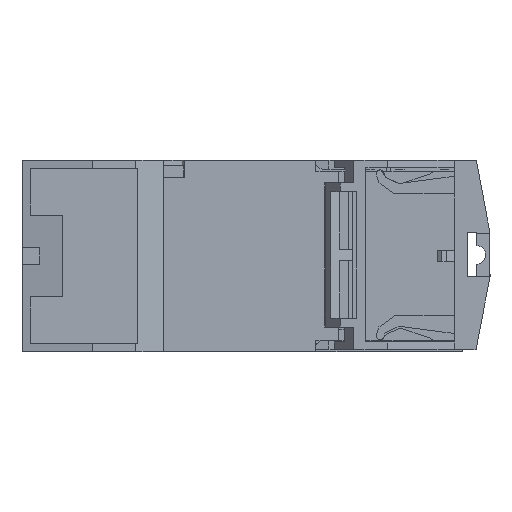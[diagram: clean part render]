
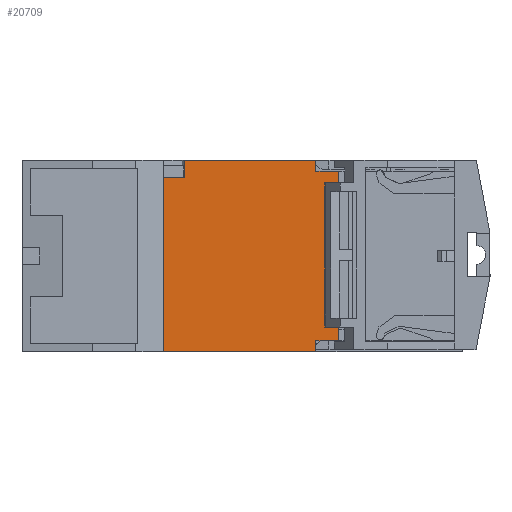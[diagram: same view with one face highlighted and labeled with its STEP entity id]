
A CAD part, front view. The second image highlights one B-rep face of the part: STEP entity #20709.
In plain terms, the highlighted planar face has unit normal (0, -1, 0).
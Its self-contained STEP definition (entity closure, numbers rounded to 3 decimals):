
#2870 = CARTESIAN_POINT ( 'NONE',  ( 54.933, 12.957, 19.313 ) ) ;
#2880 = EDGE_CURVE ( 'NONE', #37722, #15761, #7566, .T. ) ;
#3026 = VECTOR ( 'NONE', #43543, 1000. ) ;
#4508 = CARTESIAN_POINT ( 'NONE',  ( 37.232, 12.957, -15.887 ) ) ;
#4740 = VECTOR ( 'NONE', #10698, 1000. ) ;
#5747 = VERTEX_POINT ( 'NONE', #33859 ) ;
#6279 = EDGE_CURVE ( 'NONE', #45930, #5747, #40947, .T. ) ;
#7026 = CARTESIAN_POINT ( 'NONE',  ( 37.232, 12.957, 10.513 ) ) ;
#7120 = ORIENTED_EDGE ( 'NONE', *, *, #48678, .T. ) ;
#7171 = EDGE_CURVE ( 'NONE', #31403, #37476, #17129, .T. ) ;
#7566 = LINE ( 'NONE', #21630, #32419 ) ;
#7625 = EDGE_CURVE ( 'NONE', #45155, #39732, #32503, .T. ) ;
#8255 = LINE ( 'NONE', #40665, #4740 ) ;
#9484 = ORIENTED_EDGE ( 'NONE', *, *, #6279, .T. ) ;
#9749 = CARTESIAN_POINT ( 'NONE',  ( 40.287, 12.957, 10.513 ) ) ;
#9873 = DIRECTION ( 'NONE',  ( -1., 0., 0. ) ) ;
#9894 = EDGE_CURVE ( 'NONE', #21646, #47337, #13149, .T. ) ;
#10105 = CARTESIAN_POINT ( 'NONE',  ( 68.435, 12.957, -13.837 ) ) ;
#10426 = VECTOR ( 'NONE', #26127, 1000. ) ;
#10698 = DIRECTION ( 'NONE',  ( 0., 0., -1. ) ) ;
#11575 = EDGE_CURVE ( 'NONE', #45155, #5747, #21307, .T. ) ;
#13104 = CARTESIAN_POINT ( 'NONE',  ( 40.287, 12.957, 19.313 ) ) ;
#13149 = LINE ( 'NONE', #2870, #48712 ) ;
#14557 = ORIENTED_EDGE ( 'NONE', *, *, #11575, .F. ) ;
#14983 = ORIENTED_EDGE ( 'NONE', *, *, #46437, .T. ) ;
#15093 = ORIENTED_EDGE ( 'NONE', *, *, #7625, .T. ) ;
#15350 = CARTESIAN_POINT ( 'NONE',  ( 44.349, 12.957, 16.113 ) ) ;
#15463 = CARTESIAN_POINT ( 'NONE',  ( 72.635, 12.957, -13.837 ) ) ;
#15717 = LINE ( 'NONE', #37400, #10426 ) ;
#15761 = VERTEX_POINT ( 'NONE', #18160 ) ;
#16571 = CARTESIAN_POINT ( 'NONE',  ( 68.435, 12.957, 19.313 ) ) ;
#17129 = LINE ( 'NONE', #22083, #23073 ) ;
#17396 = DIRECTION ( 'NONE',  ( 1., 0., 0. ) ) ;
#17726 = CARTESIAN_POINT ( 'NONE',  ( 68.435, 12.957, 17.613 ) ) ;
#17775 = VECTOR ( 'NONE', #39354, 1000. ) ;
#18160 = CARTESIAN_POINT ( 'NONE',  ( 44.349, 12.957, 19.313 ) ) ;
#19611 = VECTOR ( 'NONE', #34634, 1000. ) ;
#19628 = FACE_OUTER_BOUND ( 'NONE', #45343, .T. ) ;
#20709 = ADVANCED_FACE ( 'NONE', ( #19628 ), #32816, .T. ) ;
#20732 = VECTOR ( 'NONE', #47513, 1000. ) ;
#21307 = LINE ( 'NONE', #28790, #20732 ) ;
#21484 = CARTESIAN_POINT ( 'NONE',  ( 72.635, 12.957, 10.513 ) ) ;
#21630 = CARTESIAN_POINT ( 'NONE',  ( 54.933, 12.957, 19.313 ) ) ;
#21646 = VERTEX_POINT ( 'NONE', #13104 ) ;
#22054 = DIRECTION ( 'NONE',  ( 0., 0., -1. ) ) ;
#22083 = CARTESIAN_POINT ( 'NONE',  ( 37.232, 12.957, 16.113 ) ) ;
#22362 = LINE ( 'NONE', #17726, #41323 ) ;
#23073 = VECTOR ( 'NONE', #40966, 1000. ) ;
#23423 = CARTESIAN_POINT ( 'NONE',  ( 68.435, 12.957, 17.263 ) ) ;
#23441 = LINE ( 'NONE', #21484, #45406 ) ;
#26127 = DIRECTION ( 'NONE',  ( 0., 0., -1. ) ) ;
#27764 = EDGE_CURVE ( 'NONE', #47337, #45930, #15717, .T. ) ;
#27933 = CARTESIAN_POINT ( 'NONE',  ( 68.435, 12.957, 17.263 ) ) ;
#28343 = ORIENTED_EDGE ( 'NONE', *, *, #2880, .T. ) ;
#28790 = CARTESIAN_POINT ( 'NONE',  ( 68.435, 12.957, -14.187 ) ) ;
#31403 = VERTEX_POINT ( 'NONE', #15350 ) ;
#31564 = CARTESIAN_POINT ( 'NONE',  ( 37.232, 12.957, 19.313 ) ) ;
#32007 = ORIENTED_EDGE ( 'NONE', *, *, #47191, .F. ) ;
#32419 = VECTOR ( 'NONE', #9873, 1000. ) ;
#32503 = LINE ( 'NONE', #10105, #37258 ) ;
#32816 = PLANE ( 'NONE',  #43143 ) ;
#33859 = CARTESIAN_POINT ( 'NONE',  ( 68.435, 12.957, -15.887 ) ) ;
#34634 = DIRECTION ( 'NONE',  ( 1., 0., 0. ) ) ;
#36598 = DIRECTION ( 'NONE',  ( 0., 0., -1. ) ) ;
#36651 = ORIENTED_EDGE ( 'NONE', *, *, #43251, .T. ) ;
#37109 = DIRECTION ( 'NONE',  ( 0., -1., 0. ) ) ;
#37258 = VECTOR ( 'NONE', #17396, 1000. ) ;
#37400 = CARTESIAN_POINT ( 'NONE',  ( 37.232, 12.957, 10.513 ) ) ;
#37476 = VERTEX_POINT ( 'NONE', #42417 ) ;
#37722 = VERTEX_POINT ( 'NONE', #16571 ) ;
#37806 = ORIENTED_EDGE ( 'NONE', *, *, #40385, .T. ) ;
#38367 = ORIENTED_EDGE ( 'NONE', *, *, #27764, .T. ) ;
#38858 = VERTEX_POINT ( 'NONE', #47272 ) ;
#39354 = DIRECTION ( 'NONE',  ( -1., 0., 0. ) ) ;
#39732 = VERTEX_POINT ( 'NONE', #15463 ) ;
#40385 = EDGE_CURVE ( 'NONE', #15761, #31403, #8255, .T. ) ;
#40665 = CARTESIAN_POINT ( 'NONE',  ( 44.349, 12.957, 10.513 ) ) ;
#40725 = VERTEX_POINT ( 'NONE', #23423 ) ;
#40857 = CARTESIAN_POINT ( 'NONE',  ( 68.435, 12.957, -13.837 ) ) ;
#40947 = LINE ( 'NONE', #42096, #19611 ) ;
#40966 = DIRECTION ( 'NONE',  ( -1., 0., 0. ) ) ;
#41323 = VECTOR ( 'NONE', #36598, 1000. ) ;
#42096 = CARTESIAN_POINT ( 'NONE',  ( 93.411, 12.957, -15.887 ) ) ;
#42417 = CARTESIAN_POINT ( 'NONE',  ( 40.287, 12.957, 16.113 ) ) ;
#43143 = AXIS2_PLACEMENT_3D ( 'NONE', #7026, #37109, #22054 ) ;
#43246 = LINE ( 'NONE', #9749, #3026 ) ;
#43251 = EDGE_CURVE ( 'NONE', #39732, #38858, #23441, .T. ) ;
#43543 = DIRECTION ( 'NONE',  ( 0., 0., 1. ) ) ;
#44016 = DIRECTION ( 'NONE',  ( 0., 0., 1. ) ) ;
#45155 = VERTEX_POINT ( 'NONE', #40857 ) ;
#45343 = EDGE_LOOP ( 'NONE', ( #14557, #15093, #36651, #14983, #32007, #28343, #37806, #48036, #7120, #47315, #38367, #9484 ) ) ;
#45406 = VECTOR ( 'NONE', #44016, 1000. ) ;
#45644 = LINE ( 'NONE', #27933, #17775 ) ;
#45930 = VERTEX_POINT ( 'NONE', #4508 ) ;
#46437 = EDGE_CURVE ( 'NONE', #38858, #40725, #45644, .T. ) ;
#47191 = EDGE_CURVE ( 'NONE', #37722, #40725, #22362, .T. ) ;
#47272 = CARTESIAN_POINT ( 'NONE',  ( 72.635, 12.957, 17.263 ) ) ;
#47315 = ORIENTED_EDGE ( 'NONE', *, *, #9894, .T. ) ;
#47337 = VERTEX_POINT ( 'NONE', #31564 ) ;
#47513 = DIRECTION ( 'NONE',  ( 0., 0., -1. ) ) ;
#48036 = ORIENTED_EDGE ( 'NONE', *, *, #7171, .T. ) ;
#48177 = DIRECTION ( 'NONE',  ( -1., 0., 0. ) ) ;
#48678 = EDGE_CURVE ( 'NONE', #37476, #21646, #43246, .T. ) ;
#48712 = VECTOR ( 'NONE', #48177, 1000. ) ;
